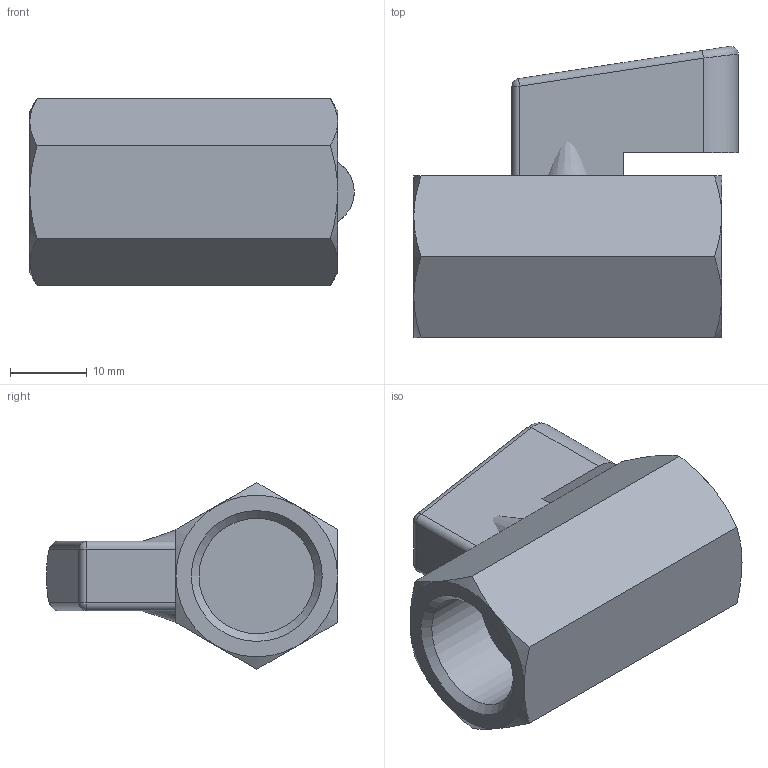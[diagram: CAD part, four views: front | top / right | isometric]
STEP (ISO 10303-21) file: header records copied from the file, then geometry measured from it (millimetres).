
FILE_DESCRIPTION(( 'MV.24.00.38N.STEP' ), '1');
FILE_NAME( 'MV.24.00.38N.STEP', '2018-10-04T15:53:13',( 'Sopra'),('sopra-pneumatic.com'), 'SwSTEP 2.0','SolidWorks 2009','' );
FILE_SCHEMA (( 'AUTOMOTIVE_DESIGN' ));
Length unit declared in the file: millimetre
Products named in the file (1): 0606500003A
Bounding box: 42.15 x 37.84 x 24.25 mm (x, y, z)
Volume: 15126.6 mm3; surface area: 5842.8 mm2
Topology: 2 solids, 2 shells, 46 faces, 97 edges, 57 vertices
Faces by surface type: plane 17, cone 16, cylinder 9, sphere 2, bspline 2
Full cylindrical faces by diameter (mm): 15 x2
Entity records: 1676 total; most frequent: CARTESIAN_POINT 435, DIRECTION 185, ORIENTED_EDGE 182, EDGE_CURVE 91, AXIS2_PLACEMENT_3D 78, VERTEX_POINT 56, EDGE_LOOP 53, FACE_OUTER_BOUND 48
